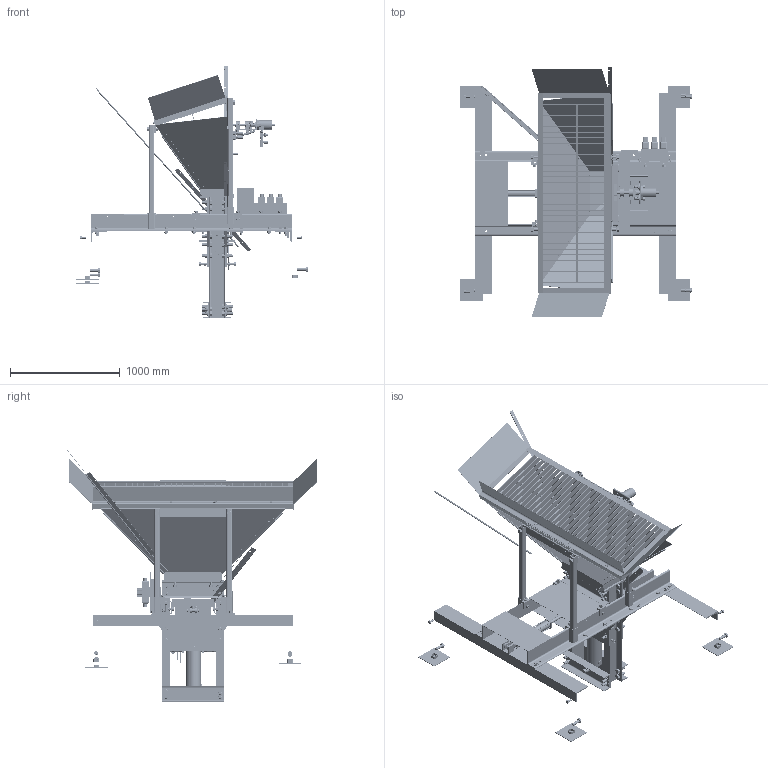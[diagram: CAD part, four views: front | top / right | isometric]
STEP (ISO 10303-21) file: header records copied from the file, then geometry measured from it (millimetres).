
FILE_DESCRIPTION (( 'STEP AP203' ), '1' );
FILE_NAME ('main.step', '2013-12-15T04:09:36', ( '' ), ( '' ), 'SwSTEP 2.0', 'SolidWorks 2013', '' );
FILE_SCHEMA (( 'CONFIG_CONTROL_DESIGN' ));
Length unit declared in the file: inch
Products named in the file (153): Control Valve - 0.5NPTF; 01-061-00-0; 01-041-00-0; 01-111-00-0; 01-004-00-0; 01-032-00-0; main; 01-038-00-0; HYVAIR-D05S-2H-12D-35 SOLENOID; 01-017-00-0; Hopper Interface Plate 1 piece; 01-044-00-0; hex bolt_ai_HBOLT 0.7500-10x1.5x1.5-N; drawer support ass_2; 01-051-00-0; 01-067-00-0 - 18; drawer rebar; 01-086-00-0; 01-039-00-0; flat washer type a wide_ai_PreviewCfg; 01-099-00-0; 01-066-00-0; Base Plate Ass; 01-113-00-0; 01-003-00-0; WASHER 0.7500-WIDE; .313-18 X; 01-018-00-0; Saddle Side Panel; 01-045-00-0; 01-107-00-0; 01-083-00-0; Compression Spacer backing plate; Hopper front funnel; 01-026-00-0; 01-071-00-0; 01-014-00-0_back; hex nut_ai_PreviewCfg; 01-098-00-0; 01-067-00-0 ...
Assembly tree (517 placements, depth 4):
  main
    01-002-00-0  x4
      01-006-00-0
      hex bolt_ai_PreviewCfg
    01-003-00-0
      01-004-00-0
    01-010-00-0
    01-019-00-0_test
      01-116-00-0
        01-115-00-0
        hex nut_ai_HNUT 0.7500-10-D-C
        01-107-00-0
      01-114-00-0
        01-015-00-0
        hex nut_ai_HNUT 0.7500-10-D-C
        01-107-00-0
      RM3-2RS  x4
      01-038-00-0
        01-036-00-0
        01-037-00-0  x2
      hex bolt_ai_PreviewCfg  x34
      hex nut_ai_HNUT 0.7500-10-D-C  x41
      WASHER 0.7500-WIDE  x30
      01-094-00-0
        01-093-00-0
        TROD 0.7500-1x1.25
      01-095-00-0  x3
      01-103-00-0
      01-113-00-0  x2
        01-112-00-0
        01-111-00-0
      01-117-00-0  x2
        TROD 0.7500-1x6.25
        hex nut_ai_HNUT 0.7500-10-D-C
      01-097-00-0
        TROD 0.7500-1x3.5
        01-096-00-0
      Base Plate Ass  x2
        01-109-00-0
        01-041-00-0
      chamber wall ass  x2
        Chamber wall flange
        Chamber Walls
        Arm Support
        Top Chamber Wall Support
      01-039-00-0
        PMC-21012
        01-035-00-0
        Press Foot Collar
        hex nut_ai_HNUT 0.7500-10-D-C
        Base Cross Post
        Press Foot Pin
        WASHER 0.7500-WIDE
      01-014-00-0_back
      01-014-00-0
      drawer support ass  x2
        tube rectangular_Drawer support_PreviewCfg
        drawer support member
        drawer support angle_2_PreviewCfg
        hex nut_ai_HNUT 0.7500-10-D-C
Bounding box: 2108.52 x 2284.26 x 2305.56 mm (x, y, z)
Volume: 125154162.5 mm3; surface area: 32531890.3 mm2
Topology: 532 solids, 532 shells, 9307 faces, 20881 edges, 12817 vertices
Faces by surface type: plane 3745, cone 2704, cylinder 2663, bspline 144, torus 43, sphere 8
Entity records: 110014 total; most frequent: CARTESIAN_POINT 24242, DIRECTION 12638, ORIENTED_EDGE 11800, EDGE_CURVE 5900, AXIS2_PLACEMENT_3D 4933, VERTEX_POINT 3808, EDGE_LOOP 3128, LINE 2772
